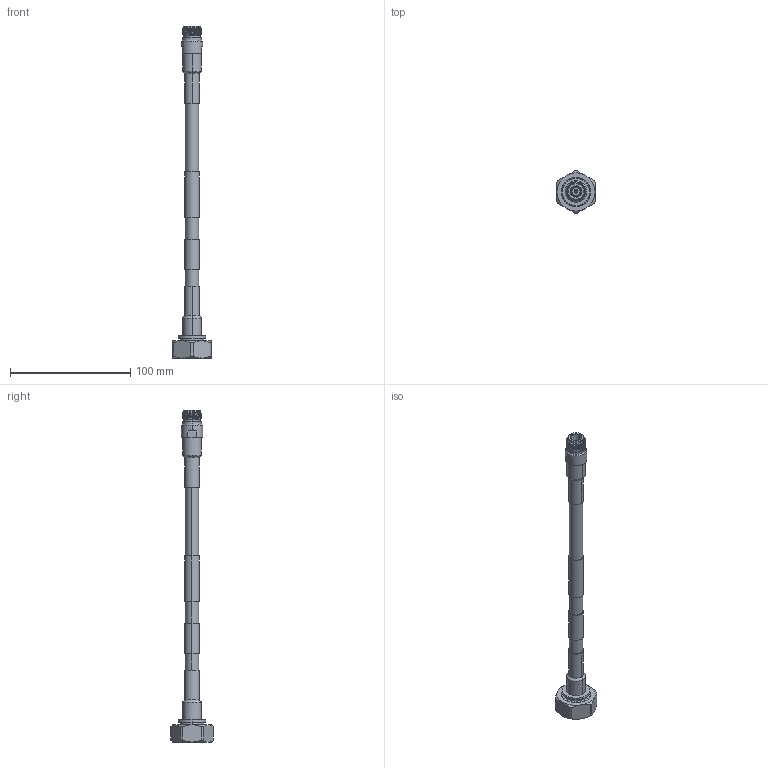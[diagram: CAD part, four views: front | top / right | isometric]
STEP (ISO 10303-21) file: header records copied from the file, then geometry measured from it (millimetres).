
FILE_DESCRIPTION (( 'STEP AP214' ), '1' );
FILE_NAME ('PE3C8497.step', '2021-10-05T16:07:02', ( '' ), ( '' ), 'SwSTEP 2.0', 'SolidWorks 2021', '' );
FILE_SCHEMA (( 'AUTOMOTIVE_DESIGN' ));
Length unit declared in the file: inch
Products named in the file (5): TC-375-NF-LP^PE3C8497; PE3C8497; SPF-375^PE3C8497; Heat Shrink^PE3C8497; TC-375-716M-LP^PE3C8497
Assembly tree (5 placements, depth 2):
  PE3C8497
    SPF-375^PE3C8497
    Heat Shrink^PE3C8497  x2
    TC-375-716M-LP^PE3C8497
    TC-375-NF-LP^PE3C8497
Bounding box: 31.75 x 35.58 x 276.17 mm (x, y, z)
Volume: 40824.3 mm3; surface area: 21568.8 mm2
Topology: 7 solids, 8 shells, 258 faces, 609 edges, 383 vertices
Faces by surface type: cylinder 116, plane 69, cone 59, bspline 10, torus 4
Entity records: 11108 total; most frequent: CARTESIAN_POINT 5230, ORIENTED_EDGE 1186, DIRECTION 1173, EDGE_CURVE 593, AXIS2_PLACEMENT_3D 491, VERTEX_POINT 375, EDGE_LOOP 280, FACE_OUTER_BOUND 250
